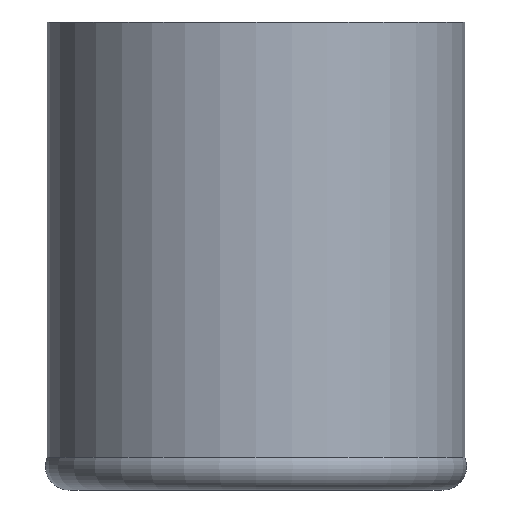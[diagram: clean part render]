
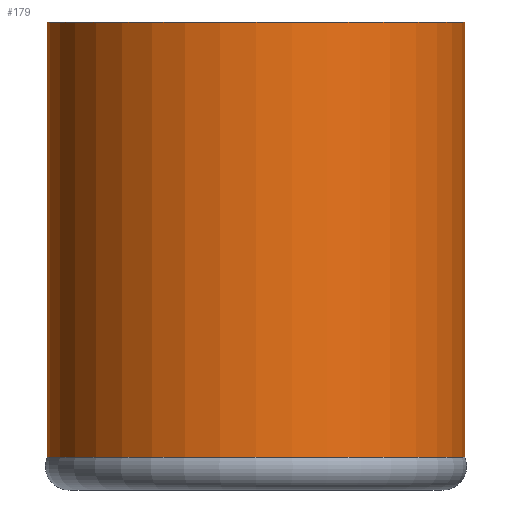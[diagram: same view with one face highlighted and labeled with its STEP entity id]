
A CAD part, front view. The second image highlights one B-rep face of the part: STEP entity #179.
In plain terms, the highlighted cylindrical face has radius 14.161 mm (diameter 28.321 mm), a partial arc.
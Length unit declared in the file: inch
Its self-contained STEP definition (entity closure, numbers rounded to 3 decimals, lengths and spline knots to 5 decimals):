
#9 = CIRCLE ( 'NONE', #335, 0.5575 ) ;
#21 = VERTEX_POINT ( 'NONE', #27 ) ;
#23 = DIRECTION ( 'NONE',  ( 1., 0., 0. ) ) ;
#27 = CARTESIAN_POINT ( 'NONE',  ( 0.5575, 0., 1.25 ) ) ;
#37 = EDGE_CURVE ( 'NONE', #273, #21, #9, .T. ) ;
#56 = CARTESIAN_POINT ( 'NONE',  ( -0.5575, 0., 1.25 ) ) ;
#78 = EDGE_LOOP ( 'NONE', ( #164, #223, #133, #200 ) ) ;
#87 = VECTOR ( 'NONE', #116, 39.37008 ) ;
#91 = EDGE_CURVE ( 'NONE', #273, #313, #232, .T. ) ;
#93 = DIRECTION ( 'NONE',  ( -1., 0., 0. ) ) ;
#98 = DIRECTION ( 'NONE',  ( 0., 0., -1. ) ) ;
#101 = CYLINDRICAL_SURFACE ( 'NONE', #113, 0.5575 ) ;
#109 = EDGE_CURVE ( 'NONE', #21, #111, #281, .T. ) ;
#111 = VERTEX_POINT ( 'NONE', #337 ) ;
#113 = AXIS2_PLACEMENT_3D ( 'NONE', #342, #98, #217 ) ;
#116 = DIRECTION ( 'NONE',  ( 0., 0., -1. ) ) ;
#119 = DIRECTION ( 'NONE',  ( 0., 0., 1. ) ) ;
#133 = ORIENTED_EDGE ( 'NONE', *, *, #91, .T. ) ;
#155 = CARTESIAN_POINT ( 'NONE',  ( -0.5575, 0., 0.08699 ) ) ;
#164 = ORIENTED_EDGE ( 'NONE', *, *, #109, .F. ) ;
#179 = ADVANCED_FACE ( 'NONE', ( #238 ), #101, .T. ) ;
#181 = DIRECTION ( 'NONE',  ( 0., 0., 1. ) ) ;
#185 = EDGE_CURVE ( 'NONE', #313, #111, #197, .T. ) ;
#190 = CARTESIAN_POINT ( 'NONE',  ( 0., 0., 0.08699 ) ) ;
#197 = CIRCLE ( 'NONE', #322, 0.5575 ) ;
#200 = ORIENTED_EDGE ( 'NONE', *, *, #185, .T. ) ;
#217 = DIRECTION ( 'NONE',  ( -1., 0., 0. ) ) ;
#223 = ORIENTED_EDGE ( 'NONE', *, *, #37, .F. ) ;
#229 = CARTESIAN_POINT ( 'NONE',  ( 0., 0., 1.25 ) ) ;
#232 = LINE ( 'NONE', #56, #358 ) ;
#233 = CARTESIAN_POINT ( 'NONE',  ( -0.5575, 0., 1.25 ) ) ;
#238 = FACE_OUTER_BOUND ( 'NONE', #78, .T. ) ;
#273 = VERTEX_POINT ( 'NONE', #233 ) ;
#281 = LINE ( 'NONE', #311, #87 ) ;
#311 = CARTESIAN_POINT ( 'NONE',  ( 0.5575, 0., 1.25 ) ) ;
#313 = VERTEX_POINT ( 'NONE', #155 ) ;
#322 = AXIS2_PLACEMENT_3D ( 'NONE', #190, #181, #93 ) ;
#333 = DIRECTION ( 'NONE',  ( 0., 0., -1. ) ) ;
#335 = AXIS2_PLACEMENT_3D ( 'NONE', #229, #119, #23 ) ;
#337 = CARTESIAN_POINT ( 'NONE',  ( 0.5575, 0., 0.08699 ) ) ;
#342 = CARTESIAN_POINT ( 'NONE',  ( 0., 0., 1.25 ) ) ;
#358 = VECTOR ( 'NONE', #333, 39.37008 ) ;
